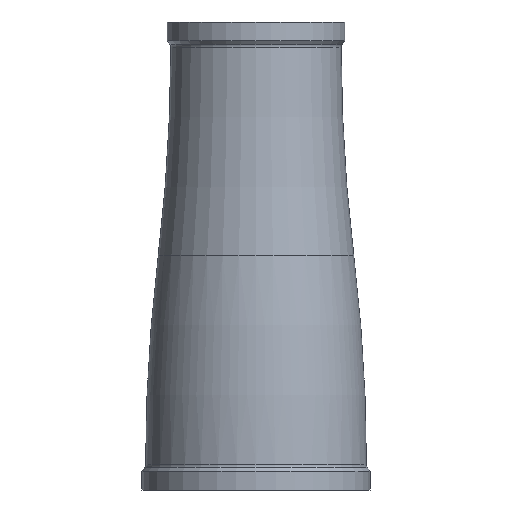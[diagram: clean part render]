
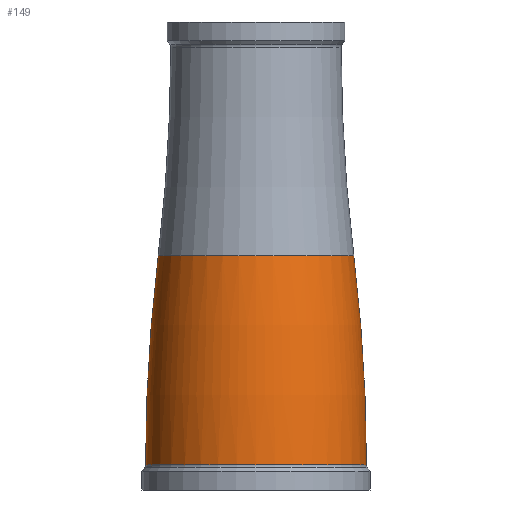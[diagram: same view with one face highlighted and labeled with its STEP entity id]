
A CAD part, left-side view. The second image highlights one B-rep face of the part: STEP entity #149.
In plain terms, the highlighted toroidal (fillet/blend) face has major radius 352.75 mm and minor radius 376.35 mm.
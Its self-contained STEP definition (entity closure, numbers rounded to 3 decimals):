
#6 = CARTESIAN_POINT ( 'NONE',  ( 0., 20.9, 0. ) ) ;
#9 = CIRCLE ( 'NONE', #20, 20.9 ) ;
#20 = AXIS2_PLACEMENT_3D ( 'NONE', #399, #485, #483 ) ;
#29 = VERTEX_POINT ( 'NONE', #705 ) ;
#43 = AXIS2_PLACEMENT_3D ( 'NONE', #127, #179, #637 ) ;
#127 = CARTESIAN_POINT ( 'NONE',  ( 0., 0., -45. ) ) ;
#138 = CARTESIAN_POINT ( 'NONE',  ( 0., 23.6, -44.65 ) ) ;
#141 = CARTESIAN_POINT ( 'NONE',  ( 0., -352.75, -45. ) ) ;
#149 = ADVANCED_FACE ( 'NONE', ( #669 ), #639, .T. ) ;
#179 = DIRECTION ( 'NONE',  ( 0., 0., -1. ) ) ;
#224 = ORIENTED_EDGE ( 'NONE', *, *, #1051, .F. ) ;
#278 = VERTEX_POINT ( 'NONE', #305 ) ;
#305 = CARTESIAN_POINT ( 'NONE',  ( 0., -23.6, -44.65 ) ) ;
#314 = AXIS2_PLACEMENT_3D ( 'NONE', #922, #925, #887 ) ;
#383 = ORIENTED_EDGE ( 'NONE', *, *, #444, .F. ) ;
#388 = AXIS2_PLACEMENT_3D ( 'NONE', #677, #787, #679 ) ;
#399 = CARTESIAN_POINT ( 'NONE',  ( 0., 0., 0. ) ) ;
#444 = EDGE_CURVE ( 'NONE', #278, #747, #579, .T. ) ;
#483 = DIRECTION ( 'NONE',  ( 0., 1., 0. ) ) ;
#485 = DIRECTION ( 'NONE',  ( 0., 0., -1. ) ) ;
#509 = EDGE_LOOP ( 'NONE', ( #224, #961, #775, #383 ) ) ;
#579 = CIRCLE ( 'NONE', #314, 23.6 ) ;
#601 = VERTEX_POINT ( 'NONE', #6 ) ;
#637 = DIRECTION ( 'NONE',  ( 0., 1., 0. ) ) ;
#639 = TOROIDAL_SURFACE ( 'NONE', #43, -352.75, 376.35 ) ;
#669 = FACE_OUTER_BOUND ( 'NONE', #509, .T. ) ;
#677 = CARTESIAN_POINT ( 'NONE',  ( 0., 352.75, -45. ) ) ;
#679 = DIRECTION ( 'NONE',  ( 0., 1., 0. ) ) ;
#705 = CARTESIAN_POINT ( 'NONE',  ( 0., -20.9, 0. ) ) ;
#747 = VERTEX_POINT ( 'NONE', #138 ) ;
#767 = EDGE_CURVE ( 'NONE', #601, #747, #854, .T. ) ;
#775 = ORIENTED_EDGE ( 'NONE', *, *, #767, .T. ) ;
#787 = DIRECTION ( 'NONE',  ( 1., 0., 0. ) ) ;
#854 = CIRCLE ( 'NONE', #973, 376.35 ) ;
#866 = DIRECTION ( 'NONE',  ( 0., 0., 1. ) ) ;
#887 = DIRECTION ( 'NONE',  ( 0., 1., 0. ) ) ;
#914 = DIRECTION ( 'NONE',  ( -1., 0., 0. ) ) ;
#922 = CARTESIAN_POINT ( 'NONE',  ( 0., 0., -44.65 ) ) ;
#925 = DIRECTION ( 'NONE',  ( 0., 0., -1. ) ) ;
#961 = ORIENTED_EDGE ( 'NONE', *, *, #1032, .T. ) ;
#973 = AXIS2_PLACEMENT_3D ( 'NONE', #141, #914, #866 ) ;
#1016 = CIRCLE ( 'NONE', #388, 376.35 ) ;
#1032 = EDGE_CURVE ( 'NONE', #29, #601, #9, .T. ) ;
#1051 = EDGE_CURVE ( 'NONE', #29, #278, #1016, .T. ) ;
